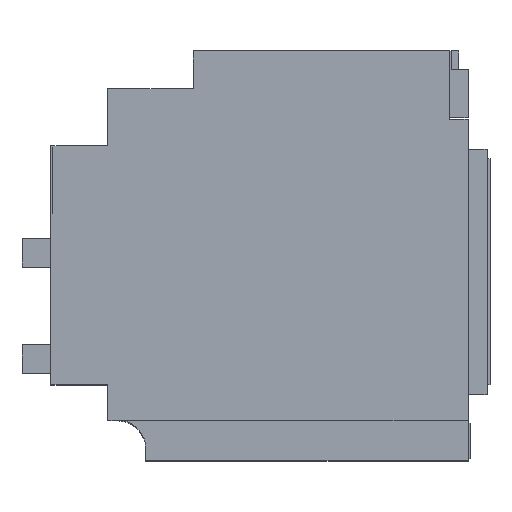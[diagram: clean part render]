
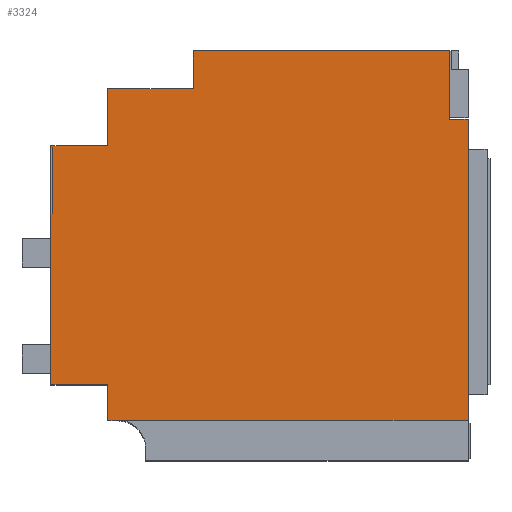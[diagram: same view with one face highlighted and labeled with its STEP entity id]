
A CAD part, top view. The second image highlights one B-rep face of the part: STEP entity #3324.
In plain terms, the highlighted planar face has unit normal (0, 0, 1).
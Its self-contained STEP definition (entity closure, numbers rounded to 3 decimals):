
#117 = CARTESIAN_POINT ( 'NONE',  ( 420., -216., 197.5 ) ) ;
#173 = CARTESIAN_POINT ( 'NONE',  ( 420., -173.5, 197.5 ) ) ;
#294 = VECTOR ( 'NONE', #1214, 1000. ) ;
#446 = ORIENTED_EDGE ( 'NONE', *, *, #5318, .F. ) ;
#518 = ORIENTED_EDGE ( 'NONE', *, *, #2052, .T. ) ;
#560 = ORIENTED_EDGE ( 'NONE', *, *, #11176, .T. ) ;
#570 = VERTEX_POINT ( 'NONE', #2609 ) ;
#630 = VECTOR ( 'NONE', #8949, 1000. ) ;
#666 = VECTOR ( 'NONE', #3973, 1000. ) ;
#716 = EDGE_LOOP ( 'NONE', ( #560, #10226, #3664, #13278, #7352, #3681, #446, #518, #5843, #11364, #12134, #4040, #6690, #8716, #2574, #1046, #11484, #6472, #6843 ) ) ;
#754 = VERTEX_POINT ( 'NONE', #9701 ) ;
#800 = CARTESIAN_POINT ( 'NONE',  ( 2., 44., 197.5 ) ) ;
#831 = LINE ( 'NONE', #12380, #10598 ) ;
#941 = LINE ( 'NONE', #10594, #294 ) ;
#956 = LINE ( 'NONE', #8545, #10546 ) ;
#1046 = ORIENTED_EDGE ( 'NONE', *, *, #5365, .F. ) ;
#1090 = CARTESIAN_POINT ( 'NONE',  ( 150., 216., 197.5 ) ) ;
#1170 = LINE ( 'NONE', #1335, #9347 ) ;
#1214 = DIRECTION ( 'NONE',  ( 0., -1., 0. ) ) ;
#1266 = VERTEX_POINT ( 'NONE', #8634 ) ;
#1307 = CARTESIAN_POINT ( 'NONE',  ( 150., -216., 197.5 ) ) ;
#1331 = VECTOR ( 'NONE', #8362, 1000. ) ;
#1335 = CARTESIAN_POINT ( 'NONE',  ( 420., -136., 197.5 ) ) ;
#1404 = DIRECTION ( 'NONE',  ( 0., -1., 0. ) ) ;
#1478 = VERTEX_POINT ( 'NONE', #6215 ) ;
#1673 = LINE ( 'NONE', #6679, #10169 ) ;
#1724 = VERTEX_POINT ( 'NONE', #3406 ) ;
#1754 = CARTESIAN_POINT ( 'NONE',  ( 60., -136., 197.5 ) ) ;
#1851 = CARTESIAN_POINT ( 'NONE',  ( 60., 116., 197.5 ) ) ;
#1862 = LINE ( 'NONE', #1307, #10038 ) ;
#1917 = LINE ( 'NONE', #11770, #630 ) ;
#1924 = CARTESIAN_POINT ( 'NONE',  ( 420., 216., 197.5 ) ) ;
#1966 = VERTEX_POINT ( 'NONE', #7206 ) ;
#2008 = VERTEX_POINT ( 'NONE', #1090 ) ;
#2052 = EDGE_CURVE ( 'NONE', #11978, #10477, #941, .T. ) ;
#2065 = EDGE_CURVE ( 'NONE', #7814, #1724, #956, .T. ) ;
#2210 = DIRECTION ( 'NONE',  ( 1., 0., 0. ) ) ;
#2281 = DIRECTION ( 'NONE',  ( 0., -1., 0. ) ) ;
#2336 = CARTESIAN_POINT ( 'NONE',  ( 2., 114., 197.5 ) ) ;
#2574 = ORIENTED_EDGE ( 'NONE', *, *, #11369, .T. ) ;
#2609 = CARTESIAN_POINT ( 'NONE',  ( 60., 176., 197.5 ) ) ;
#2640 = LINE ( 'NONE', #3558, #4247 ) ;
#2834 = PLANE ( 'NONE',  #12599 ) ;
#2880 = CARTESIAN_POINT ( 'NONE',  ( 420., -216., 197.5 ) ) ;
#2938 = CARTESIAN_POINT ( 'NONE',  ( 150., 176., 197.5 ) ) ;
#2941 = VECTOR ( 'NONE', #4180, 1000. ) ;
#3016 = VERTEX_POINT ( 'NONE', #1924 ) ;
#3182 = LINE ( 'NONE', #10500, #8997 ) ;
#3319 = CARTESIAN_POINT ( 'NONE',  ( 0., 44., 197.5 ) ) ;
#3324 = ADVANCED_FACE ( 'NONE', ( #5233 ), #2834, .F. ) ;
#3406 = CARTESIAN_POINT ( 'NONE',  ( 440., -216., 197.5 ) ) ;
#3558 = CARTESIAN_POINT ( 'NONE',  ( 60., -216., 197.5 ) ) ;
#3561 = EDGE_CURVE ( 'NONE', #6753, #1966, #3786, .T. ) ;
#3664 = ORIENTED_EDGE ( 'NONE', *, *, #10468, .T. ) ;
#3681 = ORIENTED_EDGE ( 'NONE', *, *, #8095, .T. ) ;
#3786 = CIRCLE ( 'NONE', #7346, 30. ) ;
#3854 = EDGE_CURVE ( 'NONE', #10396, #6753, #6357, .T. ) ;
#3881 = VERTEX_POINT ( 'NONE', #10868 ) ;
#3973 = DIRECTION ( 'NONE',  ( 0., -1., 0. ) ) ;
#3999 = DIRECTION ( 'NONE',  ( -1., 0., 0. ) ) ;
#4040 = ORIENTED_EDGE ( 'NONE', *, *, #10263, .T. ) ;
#4050 = VECTOR ( 'NONE', #12589, 1000. ) ;
#4180 = DIRECTION ( 'NONE',  ( -1., 0., 0. ) ) ;
#4182 = DIRECTION ( 'NONE',  ( -1., 0., 0. ) ) ;
#4247 = VECTOR ( 'NONE', #10757, 1000. ) ;
#4451 = DIRECTION ( 'NONE',  ( 0., -1., 0. ) ) ;
#4732 = VECTOR ( 'NONE', #2210, 1000. ) ;
#4834 = EDGE_CURVE ( 'NONE', #8688, #6101, #1170, .T. ) ;
#5078 = DIRECTION ( 'NONE',  ( -1., 0., 0. ) ) ;
#5210 = CARTESIAN_POINT ( 'NONE',  ( 440., 144., 197.5 ) ) ;
#5233 = FACE_OUTER_BOUND ( 'NONE', #716, .T. ) ;
#5237 = CARTESIAN_POINT ( 'NONE',  ( 70., -203.5, 197.5 ) ) ;
#5318 = EDGE_CURVE ( 'NONE', #11978, #1266, #13219, .T. ) ;
#5333 = CARTESIAN_POINT ( 'NONE',  ( 2., 44., 197.5 ) ) ;
#5365 = EDGE_CURVE ( 'NONE', #1724, #754, #12579, .T. ) ;
#5536 = DIRECTION ( 'NONE',  ( 0., -1., 0. ) ) ;
#5843 = ORIENTED_EDGE ( 'NONE', *, *, #13197, .T. ) ;
#6101 = VERTEX_POINT ( 'NONE', #1754 ) ;
#6122 = LINE ( 'NONE', #10080, #666 ) ;
#6171 = EDGE_CURVE ( 'NONE', #6315, #8688, #6122, .T. ) ;
#6215 = CARTESIAN_POINT ( 'NONE',  ( 0., 116., 197.5 ) ) ;
#6315 = VERTEX_POINT ( 'NONE', #3319 ) ;
#6357 = LINE ( 'NONE', #173, #4732 ) ;
#6461 = DIRECTION ( 'NONE',  ( 1., 0., 0. ) ) ;
#6472 = ORIENTED_EDGE ( 'NONE', *, *, #12877, .T. ) ;
#6621 = EDGE_CURVE ( 'NONE', #9261, #1478, #7727, .T. ) ;
#6679 = CARTESIAN_POINT ( 'NONE',  ( 420., -216., 197.5 ) ) ;
#6690 = ORIENTED_EDGE ( 'NONE', *, *, #3854, .T. ) ;
#6753 = VERTEX_POINT ( 'NONE', #6978 ) ;
#6843 = ORIENTED_EDGE ( 'NONE', *, *, #11396, .F. ) ;
#6978 = CARTESIAN_POINT ( 'NONE',  ( 70., -173.5, 197.5 ) ) ;
#7165 = VECTOR ( 'NONE', #5078, 1000. ) ;
#7206 = CARTESIAN_POINT ( 'NONE',  ( 100., -203.5, 197.5 ) ) ;
#7346 = AXIS2_PLACEMENT_3D ( 'NONE', #5237, #9398, #7494 ) ;
#7352 = ORIENTED_EDGE ( 'NONE', *, *, #6621, .T. ) ;
#7481 = CARTESIAN_POINT ( 'NONE',  ( 100., -216., 197.5 ) ) ;
#7494 = DIRECTION ( 'NONE',  ( -1., 0., 0. ) ) ;
#7618 = LINE ( 'NONE', #7481, #9842 ) ;
#7727 = LINE ( 'NONE', #11986, #10266 ) ;
#7814 = VERTEX_POINT ( 'NONE', #5210 ) ;
#7917 = EDGE_CURVE ( 'NONE', #570, #9261, #3182, .T. ) ;
#8017 = DIRECTION ( 'NONE',  ( 0., 0., -1. ) ) ;
#8095 = EDGE_CURVE ( 'NONE', #1478, #1266, #1917, .T. ) ;
#8255 = LINE ( 'NONE', #10381, #2941 ) ;
#8362 = DIRECTION ( 'NONE',  ( -1., 0., 0. ) ) ;
#8545 = CARTESIAN_POINT ( 'NONE',  ( 440., -216., 197.5 ) ) ;
#8634 = CARTESIAN_POINT ( 'NONE',  ( 0., 114., 197.5 ) ) ;
#8688 = VERTEX_POINT ( 'NONE', #13221 ) ;
#8716 = ORIENTED_EDGE ( 'NONE', *, *, #3561, .T. ) ;
#8901 = DIRECTION ( 'NONE',  ( -1., 0., 0. ) ) ;
#8949 = DIRECTION ( 'NONE',  ( 0., -1., 0. ) ) ;
#8997 = VECTOR ( 'NONE', #1404, 1000. ) ;
#9093 = LINE ( 'NONE', #11180, #7165 ) ;
#9261 = VERTEX_POINT ( 'NONE', #1851 ) ;
#9306 = VECTOR ( 'NONE', #12486, 1000. ) ;
#9347 = VECTOR ( 'NONE', #6461, 1000. ) ;
#9398 = DIRECTION ( 'NONE',  ( 0., 0., -1. ) ) ;
#9511 = CARTESIAN_POINT ( 'NONE',  ( 2., 114., 197.5 ) ) ;
#9633 = EDGE_CURVE ( 'NONE', #2008, #9922, #1862, .T. ) ;
#9701 = CARTESIAN_POINT ( 'NONE',  ( 100., -216., 197.5 ) ) ;
#9842 = VECTOR ( 'NONE', #4451, 1000. ) ;
#9922 = VERTEX_POINT ( 'NONE', #2938 ) ;
#9927 = CARTESIAN_POINT ( 'NONE',  ( 60., -173.5, 197.5 ) ) ;
#10038 = VECTOR ( 'NONE', #12575, 1000. ) ;
#10080 = CARTESIAN_POINT ( 'NONE',  ( 0., -216., 197.5 ) ) ;
#10169 = VECTOR ( 'NONE', #5536, 1000. ) ;
#10226 = ORIENTED_EDGE ( 'NONE', *, *, #9633, .T. ) ;
#10263 = EDGE_CURVE ( 'NONE', #6101, #10396, #2640, .T. ) ;
#10266 = VECTOR ( 'NONE', #8901, 1000. ) ;
#10381 = CARTESIAN_POINT ( 'NONE',  ( 420., 216., 197.5 ) ) ;
#10396 = VERTEX_POINT ( 'NONE', #9927 ) ;
#10468 = EDGE_CURVE ( 'NONE', #9922, #570, #9093, .T. ) ;
#10477 = VERTEX_POINT ( 'NONE', #800 ) ;
#10500 = CARTESIAN_POINT ( 'NONE',  ( 60., -216., 197.5 ) ) ;
#10546 = VECTOR ( 'NONE', #2281, 1000. ) ;
#10594 = CARTESIAN_POINT ( 'NONE',  ( 2., 114., 197.5 ) ) ;
#10598 = VECTOR ( 'NONE', #4182, 1000. ) ;
#10757 = DIRECTION ( 'NONE',  ( 0., -1., 0. ) ) ;
#10868 = CARTESIAN_POINT ( 'NONE',  ( 420., 144., 197.5 ) ) ;
#11176 = EDGE_CURVE ( 'NONE', #3016, #2008, #8255, .T. ) ;
#11180 = CARTESIAN_POINT ( 'NONE',  ( 420., 176., 197.5 ) ) ;
#11364 = ORIENTED_EDGE ( 'NONE', *, *, #6171, .T. ) ;
#11369 = EDGE_CURVE ( 'NONE', #1966, #754, #7618, .T. ) ;
#11372 = LINE ( 'NONE', #5333, #9306 ) ;
#11396 = EDGE_CURVE ( 'NONE', #3016, #3881, #1673, .T. ) ;
#11484 = ORIENTED_EDGE ( 'NONE', *, *, #2065, .F. ) ;
#11770 = CARTESIAN_POINT ( 'NONE',  ( 0., -216., 197.5 ) ) ;
#11978 = VERTEX_POINT ( 'NONE', #9511 ) ;
#11986 = CARTESIAN_POINT ( 'NONE',  ( 420., 116., 197.5 ) ) ;
#12134 = ORIENTED_EDGE ( 'NONE', *, *, #4834, .T. ) ;
#12380 = CARTESIAN_POINT ( 'NONE',  ( 440., 144., 197.5 ) ) ;
#12486 = DIRECTION ( 'NONE',  ( -1., 0., 0. ) ) ;
#12575 = DIRECTION ( 'NONE',  ( 0., -1., 0. ) ) ;
#12579 = LINE ( 'NONE', #117, #4050 ) ;
#12589 = DIRECTION ( 'NONE',  ( -1., 0., 0. ) ) ;
#12599 = AXIS2_PLACEMENT_3D ( 'NONE', #2880, #8017, #3999 ) ;
#12877 = EDGE_CURVE ( 'NONE', #7814, #3881, #831, .T. ) ;
#13197 = EDGE_CURVE ( 'NONE', #10477, #6315, #11372, .T. ) ;
#13219 = LINE ( 'NONE', #2336, #1331 ) ;
#13221 = CARTESIAN_POINT ( 'NONE',  ( 0., -136., 197.5 ) ) ;
#13278 = ORIENTED_EDGE ( 'NONE', *, *, #7917, .T. ) ;
